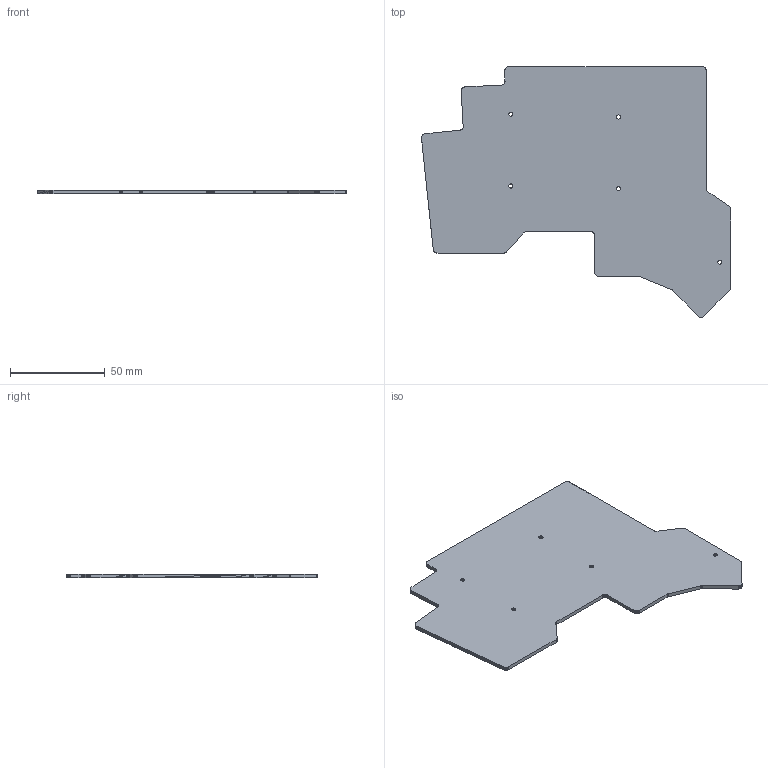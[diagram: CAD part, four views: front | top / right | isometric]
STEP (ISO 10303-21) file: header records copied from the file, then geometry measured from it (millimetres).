
FILE_DESCRIPTION(('FreeCAD Model'),'2;1');
FILE_NAME('Open CASCADE Shape Model','2025-04-07T20:34:06',(''),(''), 'Open CASCADE STEP processor 7.8','FreeCAD','Unknown');
FILE_SCHEMA(('AUTOMOTIVE_DESIGN { 1 0 10303 214 1 1 1 1 }'));
Length unit declared in the file: millimetre
Products named in the file (1): bottom_left_jscad001 (Solid)001
Bounding box: 163.5 x 132.85 x 2 mm (x, y, z)
Volume: 29937 mm3; surface area: 31133.5 mm2
Topology: 1 solids, 5 shells, 545 faces, 1351 edges, 816 vertices
Faces by surface type: plane 545
Entity records: 15543 total; most frequent: CARTESIAN_POINT 2721, ORIENTED_EDGE 2710, DIRECTION 2447, EDGE_CURVE 1355, LINE 1355, VECTOR 1355, VERTEX_POINT 820, FACE_BOUND 555
